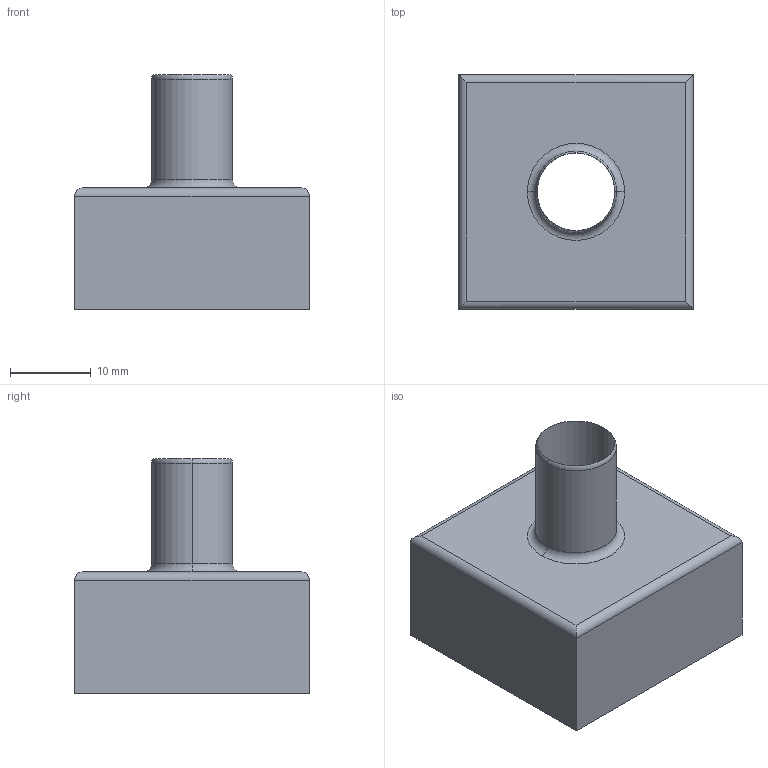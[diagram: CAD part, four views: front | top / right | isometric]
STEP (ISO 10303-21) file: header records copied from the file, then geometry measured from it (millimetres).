
FILE_DESCRIPTION (( 'STEP AP214' ), '1' );
FILE_NAME ('Sensor.STEP', '2022-10-17T04:24:35', ( '' ), ( '' ), 'SwSTEP 2.0', 'SolidWorks 2021', '' );
FILE_SCHEMA (( 'AUTOMOTIVE_DESIGN' ));
Length unit declared in the file: millimetre
Products named in the file (1): Sensor
Bounding box: 29 x 29 x 29 mm (x, y, z)
Volume: 6128.2 mm3; surface area: 5176.7 mm2
Topology: 1 solids, 1 shells, 46 faces, 100 edges, 54 vertices
Faces by surface type: cylinder 20, plane 12, torus 10, sphere 4
Entity records: 1246 total; most frequent: DIRECTION 234, CARTESIAN_POINT 209, ORIENTED_EDGE 192, EDGE_CURVE 96, AXIS2_PLACEMENT_3D 95, VERTEX_POINT 54, EDGE_LOOP 50, CIRCLE 48
